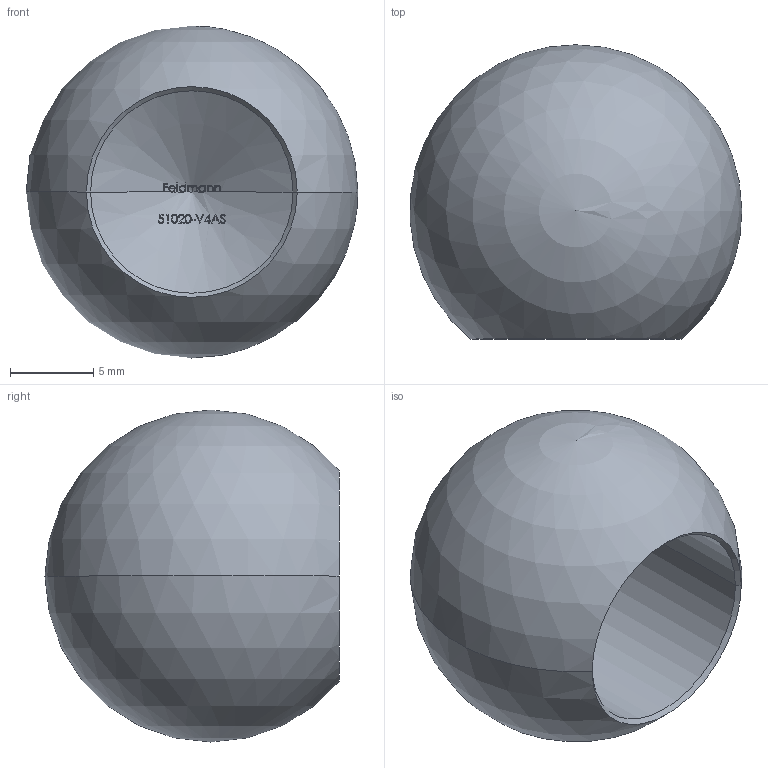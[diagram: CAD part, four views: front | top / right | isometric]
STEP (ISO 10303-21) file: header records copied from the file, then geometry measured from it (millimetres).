
FILE_DESCRIPTION (( 'STEP AP203' ), '1' );
FILE_NAME ('51020-V4AS.step', '2019-03-29T09:41:53', ( '' ), ( '' ), 'SwSTEP 2.0', 'SolidWorks 2015', '' );
FILE_SCHEMA (( 'CONFIG_CONTROL_DESIGN' ));
Length unit declared in the file: millimetre
Products named in the file (1): 51020-V4AS
Bounding box: 19.98 x 17.73 x 20 mm (x, y, z)
Volume: 2491.6 mm3; surface area: 1718.9 mm2
Topology: 1 solids, 1 shells, 244 faces, 656 edges, 427 vertices
Faces by surface type: plane 109, bspline 95, cone 36, cylinder 2, sphere 2
Entity records: 11616 total; most frequent: CARTESIAN_POINT 6533, ORIENTED_EDGE 1298, EDGE_CURVE 649, DIRECTION 565, VERTEX_POINT 424, B_SPLINE_CURVE_WITH_KNOTS 392, EDGE_LOOP 261, LINE 249
